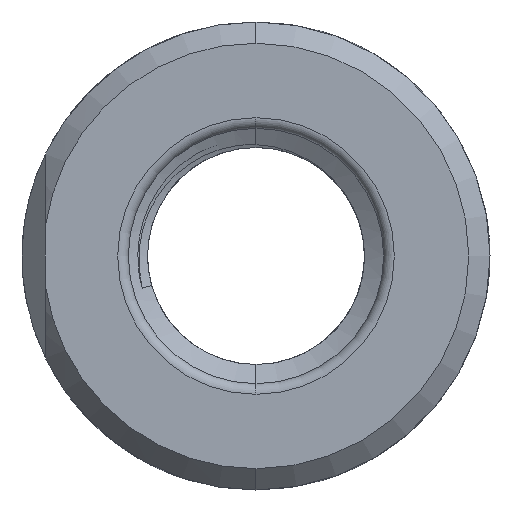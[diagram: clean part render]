
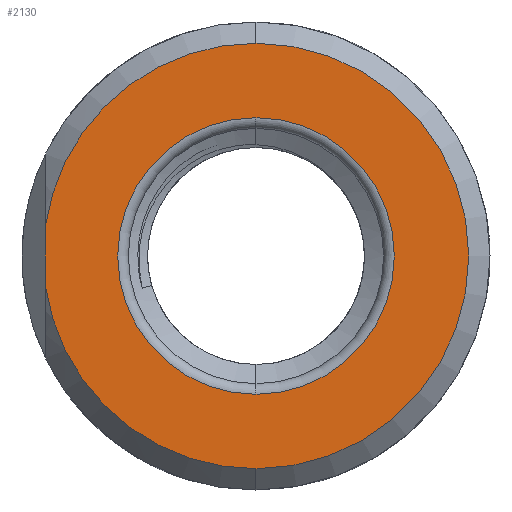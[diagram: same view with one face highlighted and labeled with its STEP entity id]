
A CAD part, left-side view. The second image highlights one B-rep face of the part: STEP entity #2130.
In plain terms, the highlighted planar face has unit normal (-1, 0, 0).
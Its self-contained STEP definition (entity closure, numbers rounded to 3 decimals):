
#34 = CIRCLE ( 'NONE', #1802, 10. ) ;
#49 = CIRCLE ( 'NONE', #1789, 6.5 ) ;
#781 = PLANE ( 'NONE',  #3568 ) ;
#782 = DIRECTION ( 'NONE',  ( 0., 0., -1. ) ) ;
#784 = DIRECTION ( 'NONE',  ( 1., 0., 0. ) ) ;
#799 = CARTESIAN_POINT ( 'NONE',  ( 0., 0., 0. ) ) ;
#1483 = VERTEX_POINT ( 'NONE', #16273 ) ;
#1499 = VERTEX_POINT ( 'NONE', #16298 ) ;
#1503 = VERTEX_POINT ( 'NONE', #16263 ) ;
#1522 = VERTEX_POINT ( 'NONE', #16296 ) ;
#1524 = VERTEX_POINT ( 'NONE', #16378 ) ;
#1734 = EDGE_CURVE ( 'NONE', #1499, #1483, #1938, .T. ) ;
#1766 = EDGE_CURVE ( 'NONE', #1503, #1522, #49, .T. ) ;
#1770 = EDGE_CURVE ( 'NONE', #1483, #1524, #34, .T. ) ;
#1789 = AXIS2_PLACEMENT_3D ( 'NONE', #4909, #4924, #4927 ) ;
#1802 = AXIS2_PLACEMENT_3D ( 'NONE', #4946, #4969, #4995 ) ;
#1938 = CIRCLE ( 'NONE', #3670, 10. ) ;
#2130 = ADVANCED_FACE ( 'NONE', ( #7234, #7118 ), #781, .F. ) ;
#2588 = EDGE_LOOP ( 'NONE', ( #3865, #3838 ) ) ;
#3145 = VERTEX_POINT ( 'NONE', #8188 ) ;
#3166 = AXIS2_PLACEMENT_3D ( 'NONE', #15304, #15328, #15361 ) ;
#3174 = AXIS2_PLACEMENT_3D ( 'NONE', #15515, #15517, #15432 ) ;
#3568 = AXIS2_PLACEMENT_3D ( 'NONE', #799, #784, #782 ) ;
#3666 = EDGE_CURVE ( 'NONE', #1522, #1503, #7741, .T. ) ;
#3670 = AXIS2_PLACEMENT_3D ( 'NONE', #4781, #4778, #4793 ) ;
#3674 = EDGE_CURVE ( 'NONE', #3145, #1499, #7695, .T. ) ;
#3675 = EDGE_CURVE ( 'NONE', #3145, #1524, #7759, .T. ) ;
#3836 = ORIENTED_EDGE ( 'NONE', *, *, #1770, .T. ) ;
#3838 = ORIENTED_EDGE ( 'NONE', *, *, #3666, .T. ) ;
#3846 = ORIENTED_EDGE ( 'NONE', *, *, #3674, .T. ) ;
#3848 = ORIENTED_EDGE ( 'NONE', *, *, #1734, .T. ) ;
#3865 = ORIENTED_EDGE ( 'NONE', *, *, #1766, .T. ) ;
#3928 = ORIENTED_EDGE ( 'NONE', *, *, #3675, .F. ) ;
#4778 = DIRECTION ( 'NONE',  ( -1., 0., 0. ) ) ;
#4781 = CARTESIAN_POINT ( 'NONE',  ( 0., 0., 0. ) ) ;
#4793 = DIRECTION ( 'NONE',  ( 0., 0., 1. ) ) ;
#4909 = CARTESIAN_POINT ( 'NONE',  ( 0., 0., 0. ) ) ;
#4924 = DIRECTION ( 'NONE',  ( 1., 0., 0. ) ) ;
#4927 = DIRECTION ( 'NONE',  ( 0., 0., -1. ) ) ;
#4946 = CARTESIAN_POINT ( 'NONE',  ( 0., 0., 0. ) ) ;
#4969 = DIRECTION ( 'NONE',  ( -1., 0., 0. ) ) ;
#4995 = DIRECTION ( 'NONE',  ( 0., 0., 1. ) ) ;
#7118 = FACE_OUTER_BOUND ( 'NONE', #12858, .T. ) ;
#7234 = FACE_BOUND ( 'NONE', #2588, .T. ) ;
#7695 = CIRCLE ( 'NONE', #3174, 10. ) ;
#7717 = VECTOR ( 'NONE', #15424, 1000. ) ;
#7741 = CIRCLE ( 'NONE', #3166, 6.5 ) ;
#7759 = LINE ( 'NONE', #15519, #7717 ) ;
#8188 = CARTESIAN_POINT ( 'NONE',  ( 0., 9.9, -1.411 ) ) ;
#12858 = EDGE_LOOP ( 'NONE', ( #3846, #3848, #3836, #3928 ) ) ;
#15304 = CARTESIAN_POINT ( 'NONE',  ( 0., 0., 0. ) ) ;
#15328 = DIRECTION ( 'NONE',  ( 1., 0., 0. ) ) ;
#15361 = DIRECTION ( 'NONE',  ( 0., 0., -1. ) ) ;
#15424 = DIRECTION ( 'NONE',  ( 0., 0., 1. ) ) ;
#15432 = DIRECTION ( 'NONE',  ( 0., 0., 1. ) ) ;
#15515 = CARTESIAN_POINT ( 'NONE',  ( 0., 0., 0. ) ) ;
#15517 = DIRECTION ( 'NONE',  ( -1., 0., 0. ) ) ;
#15519 = CARTESIAN_POINT ( 'NONE',  ( 0., 9.9, -11. ) ) ;
#16263 = CARTESIAN_POINT ( 'NONE',  ( 0., 0., -6.5 ) ) ;
#16273 = CARTESIAN_POINT ( 'NONE',  ( 0., 0., 10. ) ) ;
#16296 = CARTESIAN_POINT ( 'NONE',  ( 0., 0., 6.5 ) ) ;
#16298 = CARTESIAN_POINT ( 'NONE',  ( 0., 0., -10. ) ) ;
#16378 = CARTESIAN_POINT ( 'NONE',  ( 0., 9.9, 1.411 ) ) ;
